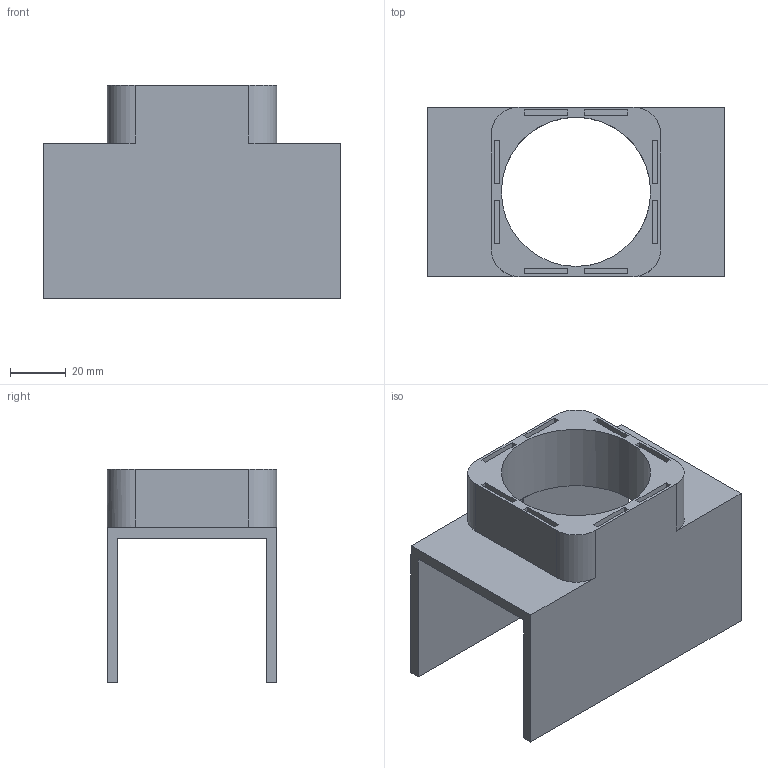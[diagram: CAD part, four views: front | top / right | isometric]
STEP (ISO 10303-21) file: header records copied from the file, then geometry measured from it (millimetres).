
FILE_DESCRIPTION(/* description */ (''),/* implementation_level */ '2;1');
FILE_NAME(/* name */ 'pmtmountbottom.stp',/* time_stamp */ '2021-11-08T11:35:17-06:00',/* author */ ('Caleb'),/* organization */ (''),/* preprocessor_version */ 'ST-DEVELOPER v18.1',/* originating_system */ 'Autodesk Inventor 2022',/* authorisation */ '');
FILE_SCHEMA (('AUTOMOTIVE_DESIGN { 1 0 10303 214 3 1 1 }'));
Length unit declared in the file: millimetre
Products named in the file (1): pmtmountbottom
Bounding box: 107 x 61 x 76.8 mm (x, y, z)
Volume: 85371.8 mm3; surface area: 42681.3 mm2
Topology: 1 solids, 1 shells, 65 faces, 167 edges, 111 vertices
Faces by surface type: plane 60, cylinder 5
Full cylindrical faces by diameter (mm): 53.7 x1
Entity records: 2002 total; most frequent: CARTESIAN_POINT 344, ORIENTED_EDGE 334, DIRECTION 314, EDGE_CURVE 167, LINE 152, VECTOR 152, VERTEX_POINT 111, AXIS2_PLACEMENT_3D 81
